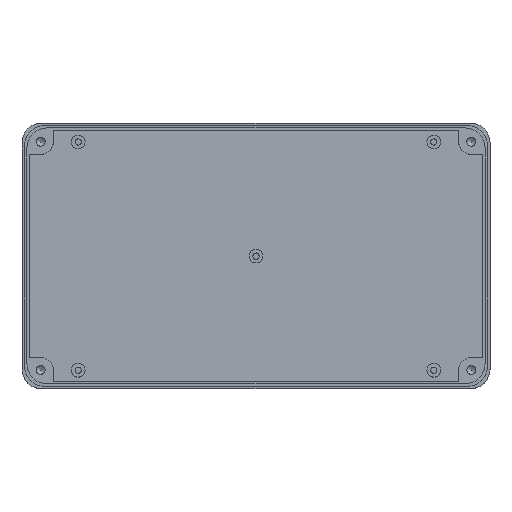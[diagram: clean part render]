
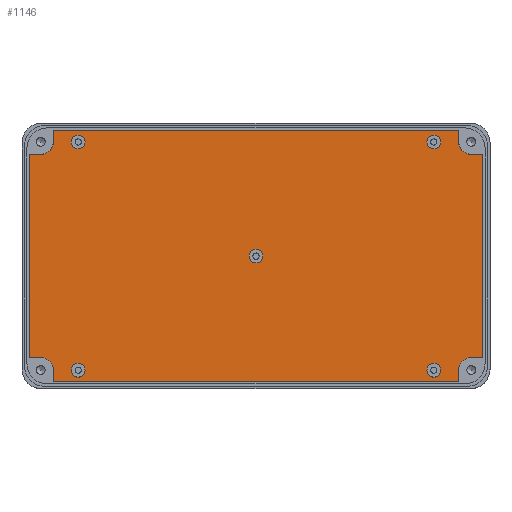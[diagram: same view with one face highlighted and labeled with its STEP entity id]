
A CAD part, top view. The second image highlights one B-rep face of the part: STEP entity #1146.
In plain terms, the highlighted planar face has unit normal (0, 0, 1).
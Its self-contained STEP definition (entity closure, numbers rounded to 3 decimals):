
#730 = VERTEX_POINT('',#731);
#731 = CARTESIAN_POINT('',(-90.7,40.7,-61.));
#737 = EDGE_CURVE('',#738,#730,#740,.T.);
#738 = VERTEX_POINT('',#739);
#739 = CARTESIAN_POINT('',(-90.7,-40.7,-61.));
#740 = LINE('',#741,#742);
#741 = CARTESIAN_POINT('',(-90.7,22.6,-61.));
#742 = VECTOR('',#743,1.);
#743 = DIRECTION('',(0.,1.,0.));
#1104 = VERTEX_POINT('',#1105);
#1105 = CARTESIAN_POINT('',(-86.2,40.7,-61.));
#1111 = EDGE_CURVE('',#1104,#730,#1112,.T.);
#1112 = LINE('',#1113,#1114);
#1113 = CARTESIAN_POINT('',(-43.1,40.7,-61.));
#1114 = VECTOR('',#1115,1.);
#1115 = DIRECTION('',(-1.,0.,0.));
#1128 = EDGE_CURVE('',#738,#1129,#1131,.T.);
#1129 = VERTEX_POINT('',#1130);
#1130 = CARTESIAN_POINT('',(-86.2,-40.7,-61.));
#1131 = LINE('',#1132,#1133);
#1132 = CARTESIAN_POINT('',(-45.35,-40.7,-61.));
#1133 = VECTOR('',#1134,1.);
#1134 = DIRECTION('',(1.,0.,0.));
#1146 = ADVANCED_FACE('',(#1147,#1258,#1269,#1280,#1291,#1302),#1313,.T.
  );
#1147 = FACE_BOUND('',#1148,.T.);
#1148 = EDGE_LOOP('',(#1149,#1150,#1151,#1160,#1168,#1176,#1184,#1193,
    #1201,#1209,#1217,#1226,#1234,#1242,#1250,#1257));
#1149 = ORIENTED_EDGE('',*,*,#737,.F.);
#1150 = ORIENTED_EDGE('',*,*,#1128,.T.);
#1151 = ORIENTED_EDGE('',*,*,#1152,.F.);
#1152 = EDGE_CURVE('',#1153,#1129,#1155,.T.);
#1153 = VERTEX_POINT('',#1154);
#1154 = CARTESIAN_POINT('',(-81.2,-45.7,-61.));
#1155 = CIRCLE('',#1156,5.);
#1156 = AXIS2_PLACEMENT_3D('',#1157,#1158,#1159);
#1157 = CARTESIAN_POINT('',(-86.2,-45.7,-61.));
#1158 = DIRECTION('',(0.,0.,1.));
#1159 = DIRECTION('',(1.,0.,0.));
#1160 = ORIENTED_EDGE('',*,*,#1161,.T.);
#1161 = EDGE_CURVE('',#1153,#1162,#1164,.T.);
#1162 = VERTEX_POINT('',#1163);
#1163 = CARTESIAN_POINT('',(-81.2,-50.2,-61.));
#1164 = LINE('',#1165,#1166);
#1165 = CARTESIAN_POINT('',(-81.2,-22.85,-61.));
#1166 = VECTOR('',#1167,1.);
#1167 = DIRECTION('',(0.,-1.,0.));
#1168 = ORIENTED_EDGE('',*,*,#1169,.F.);
#1169 = EDGE_CURVE('',#1170,#1162,#1172,.T.);
#1170 = VERTEX_POINT('',#1171);
#1171 = CARTESIAN_POINT('',(81.2,-50.2,-61.));
#1172 = LINE('',#1173,#1174);
#1173 = CARTESIAN_POINT('',(-42.85,-50.2,-61.));
#1174 = VECTOR('',#1175,1.);
#1175 = DIRECTION('',(-1.,0.,0.));
#1176 = ORIENTED_EDGE('',*,*,#1177,.T.);
#1177 = EDGE_CURVE('',#1170,#1178,#1180,.T.);
#1178 = VERTEX_POINT('',#1179);
#1179 = CARTESIAN_POINT('',(81.2,-45.7,-61.));
#1180 = LINE('',#1181,#1182);
#1181 = CARTESIAN_POINT('',(81.2,-25.1,-61.));
#1182 = VECTOR('',#1183,1.);
#1183 = DIRECTION('',(0.,1.,0.));
#1184 = ORIENTED_EDGE('',*,*,#1185,.F.);
#1185 = EDGE_CURVE('',#1186,#1178,#1188,.T.);
#1186 = VERTEX_POINT('',#1187);
#1187 = CARTESIAN_POINT('',(86.2,-40.7,-61.));
#1188 = CIRCLE('',#1189,5.);
#1189 = AXIS2_PLACEMENT_3D('',#1190,#1191,#1192);
#1190 = CARTESIAN_POINT('',(86.2,-45.7,-61.));
#1191 = DIRECTION('',(0.,0.,1.));
#1192 = DIRECTION('',(1.,0.,0.));
#1193 = ORIENTED_EDGE('',*,*,#1194,.T.);
#1194 = EDGE_CURVE('',#1186,#1195,#1197,.T.);
#1195 = VERTEX_POINT('',#1196);
#1196 = CARTESIAN_POINT('',(90.7,-40.7,-61.));
#1197 = LINE('',#1198,#1199);
#1198 = CARTESIAN_POINT('',(43.1,-40.7,-61.));
#1199 = VECTOR('',#1200,1.);
#1200 = DIRECTION('',(1.,0.,0.));
#1201 = ORIENTED_EDGE('',*,*,#1202,.F.);
#1202 = EDGE_CURVE('',#1203,#1195,#1205,.T.);
#1203 = VERTEX_POINT('',#1204);
#1204 = CARTESIAN_POINT('',(90.7,40.7,-61.));
#1205 = LINE('',#1206,#1207);
#1206 = CARTESIAN_POINT('',(90.7,-22.6,-61.));
#1207 = VECTOR('',#1208,1.);
#1208 = DIRECTION('',(0.,-1.,0.));
#1209 = ORIENTED_EDGE('',*,*,#1210,.T.);
#1210 = EDGE_CURVE('',#1203,#1211,#1213,.T.);
#1211 = VERTEX_POINT('',#1212);
#1212 = CARTESIAN_POINT('',(86.2,40.7,-61.));
#1213 = LINE('',#1214,#1215);
#1214 = CARTESIAN_POINT('',(45.35,40.7,-61.));
#1215 = VECTOR('',#1216,1.);
#1216 = DIRECTION('',(-1.,0.,0.));
#1217 = ORIENTED_EDGE('',*,*,#1218,.F.);
#1218 = EDGE_CURVE('',#1219,#1211,#1221,.T.);
#1219 = VERTEX_POINT('',#1220);
#1220 = CARTESIAN_POINT('',(81.2,45.7,-61.));
#1221 = CIRCLE('',#1222,5.);
#1222 = AXIS2_PLACEMENT_3D('',#1223,#1224,#1225);
#1223 = CARTESIAN_POINT('',(86.2,45.7,-61.));
#1224 = DIRECTION('',(0.,0.,1.));
#1225 = DIRECTION('',(1.,0.,0.));
#1226 = ORIENTED_EDGE('',*,*,#1227,.T.);
#1227 = EDGE_CURVE('',#1219,#1228,#1230,.T.);
#1228 = VERTEX_POINT('',#1229);
#1229 = CARTESIAN_POINT('',(81.2,50.2,-61.));
#1230 = LINE('',#1231,#1232);
#1231 = CARTESIAN_POINT('',(81.2,22.85,-61.));
#1232 = VECTOR('',#1233,1.);
#1233 = DIRECTION('',(0.,1.,0.));
#1234 = ORIENTED_EDGE('',*,*,#1235,.F.);
#1235 = EDGE_CURVE('',#1236,#1228,#1238,.T.);
#1236 = VERTEX_POINT('',#1237);
#1237 = CARTESIAN_POINT('',(-81.2,50.2,-61.));
#1238 = LINE('',#1239,#1240);
#1239 = CARTESIAN_POINT('',(42.85,50.2,-61.));
#1240 = VECTOR('',#1241,1.);
#1241 = DIRECTION('',(1.,0.,0.));
#1242 = ORIENTED_EDGE('',*,*,#1243,.T.);
#1243 = EDGE_CURVE('',#1236,#1244,#1246,.T.);
#1244 = VERTEX_POINT('',#1245);
#1245 = CARTESIAN_POINT('',(-81.2,45.7,-61.));
#1246 = LINE('',#1247,#1248);
#1247 = CARTESIAN_POINT('',(-81.2,25.1,-61.));
#1248 = VECTOR('',#1249,1.);
#1249 = DIRECTION('',(0.,-1.,0.));
#1250 = ORIENTED_EDGE('',*,*,#1251,.F.);
#1251 = EDGE_CURVE('',#1104,#1244,#1252,.T.);
#1252 = CIRCLE('',#1253,5.);
#1253 = AXIS2_PLACEMENT_3D('',#1254,#1255,#1256);
#1254 = CARTESIAN_POINT('',(-86.2,45.7,-61.));
#1255 = DIRECTION('',(0.,0.,1.));
#1256 = DIRECTION('',(1.,0.,0.));
#1257 = ORIENTED_EDGE('',*,*,#1111,.T.);
#1258 = FACE_BOUND('',#1259,.T.);
#1259 = EDGE_LOOP('',(#1260));
#1260 = ORIENTED_EDGE('',*,*,#1261,.T.);
#1261 = EDGE_CURVE('',#1262,#1262,#1264,.T.);
#1262 = VERTEX_POINT('',#1263);
#1263 = CARTESIAN_POINT('',(-68.45,-45.7,-61.));
#1264 = CIRCLE('',#1265,2.75);
#1265 = AXIS2_PLACEMENT_3D('',#1266,#1267,#1268);
#1266 = CARTESIAN_POINT('',(-71.2,-45.7,-61.));
#1267 = DIRECTION('',(0.,0.,-1.));
#1268 = DIRECTION('',(1.,0.,0.));
#1269 = FACE_BOUND('',#1270,.T.);
#1270 = EDGE_LOOP('',(#1271));
#1271 = ORIENTED_EDGE('',*,*,#1272,.T.);
#1272 = EDGE_CURVE('',#1273,#1273,#1275,.T.);
#1273 = VERTEX_POINT('',#1274);
#1274 = CARTESIAN_POINT('',(73.95,-45.7,-61.));
#1275 = CIRCLE('',#1276,2.75);
#1276 = AXIS2_PLACEMENT_3D('',#1277,#1278,#1279);
#1277 = CARTESIAN_POINT('',(71.2,-45.7,-61.));
#1278 = DIRECTION('',(0.,0.,-1.));
#1279 = DIRECTION('',(1.,0.,0.));
#1280 = FACE_BOUND('',#1281,.T.);
#1281 = EDGE_LOOP('',(#1282));
#1282 = ORIENTED_EDGE('',*,*,#1283,.T.);
#1283 = EDGE_CURVE('',#1284,#1284,#1286,.T.);
#1284 = VERTEX_POINT('',#1285);
#1285 = CARTESIAN_POINT('',(-68.45,45.7,-61.));
#1286 = CIRCLE('',#1287,2.75);
#1287 = AXIS2_PLACEMENT_3D('',#1288,#1289,#1290);
#1288 = CARTESIAN_POINT('',(-71.2,45.7,-61.));
#1289 = DIRECTION('',(0.,0.,-1.));
#1290 = DIRECTION('',(1.,0.,0.));
#1291 = FACE_BOUND('',#1292,.T.);
#1292 = EDGE_LOOP('',(#1293));
#1293 = ORIENTED_EDGE('',*,*,#1294,.T.);
#1294 = EDGE_CURVE('',#1295,#1295,#1297,.T.);
#1295 = VERTEX_POINT('',#1296);
#1296 = CARTESIAN_POINT('',(2.75,0.,-61.));
#1297 = CIRCLE('',#1298,2.75);
#1298 = AXIS2_PLACEMENT_3D('',#1299,#1300,#1301);
#1299 = CARTESIAN_POINT('',(0.,0.,-61.));
#1300 = DIRECTION('',(0.,0.,-1.));
#1301 = DIRECTION('',(1.,0.,0.));
#1302 = FACE_BOUND('',#1303,.T.);
#1303 = EDGE_LOOP('',(#1304));
#1304 = ORIENTED_EDGE('',*,*,#1305,.T.);
#1305 = EDGE_CURVE('',#1306,#1306,#1308,.T.);
#1306 = VERTEX_POINT('',#1307);
#1307 = CARTESIAN_POINT('',(73.95,45.7,-61.));
#1308 = CIRCLE('',#1309,2.75);
#1309 = AXIS2_PLACEMENT_3D('',#1310,#1311,#1312);
#1310 = CARTESIAN_POINT('',(71.2,45.7,-61.));
#1311 = DIRECTION('',(0.,0.,-1.));
#1312 = DIRECTION('',(1.,0.,0.));
#1313 = PLANE('',#1314);
#1314 = AXIS2_PLACEMENT_3D('',#1315,#1316,#1317);
#1315 = CARTESIAN_POINT('',(0.,0.,-61.)
  );
#1316 = DIRECTION('',(0.,0.,1.));
#1317 = DIRECTION('',(1.,0.,0.));
